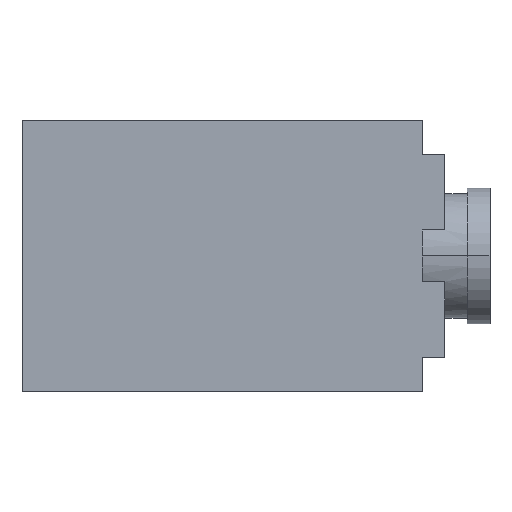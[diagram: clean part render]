
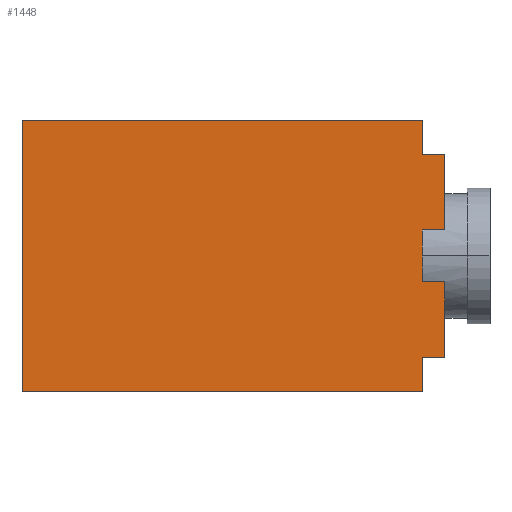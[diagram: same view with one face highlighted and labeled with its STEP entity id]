
A CAD part, top view. The second image highlights one B-rep face of the part: STEP entity #1448.
In plain terms, the highlighted planar face has unit normal (0, 0, 1).
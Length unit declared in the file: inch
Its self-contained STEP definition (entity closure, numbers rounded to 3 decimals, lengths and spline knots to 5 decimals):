
#3 = DIRECTION ( 'NONE',  ( 0., -1., 0. ) ) ;
#69 = CARTESIAN_POINT ( 'NONE',  ( -0.07874, 0.0451, 0.09843 ) ) ;
#112 = VERTEX_POINT ( 'NONE', #1750 ) ;
#128 = CARTESIAN_POINT ( 'NONE',  ( -0.11811, 0.17717, 0.09843 ) ) ;
#156 = VERTEX_POINT ( 'NONE', #2727 ) ;
#163 = CARTESIAN_POINT ( 'NONE',  ( -0.11811, 0.23622, 0.09843 ) ) ;
#178 = DIRECTION ( 'NONE',  ( -1., 0., 0. ) ) ;
#210 = VERTEX_POINT ( 'NONE', #3074 ) ;
#225 = CARTESIAN_POINT ( 'NONE',  ( -0.81496, 0.23622, 0.09843 ) ) ;
#237 = CARTESIAN_POINT ( 'NONE',  ( -0.11811, -0.23622, 0.09843 ) ) ;
#245 = VERTEX_POINT ( 'NONE', #3514 ) ;
#250 = LINE ( 'NONE', #1118, #3632 ) ;
#325 = EDGE_CURVE ( 'NONE', #112, #1413, #3269, .T. ) ;
#348 = CARTESIAN_POINT ( 'NONE',  ( -0.07874, 0.17717, 0.09843 ) ) ;
#467 = EDGE_CURVE ( 'NONE', #1638, #2696, #3621, .T. ) ;
#546 = CARTESIAN_POINT ( 'NONE',  ( -0.11811, 0.23622, 0.09843 ) ) ;
#563 = PLANE ( 'NONE',  #3679 ) ;
#594 = DIRECTION ( 'NONE',  ( 0., -1., 0. ) ) ;
#680 = EDGE_CURVE ( 'NONE', #156, #210, #2734, .T. ) ;
#689 = CARTESIAN_POINT ( 'NONE',  ( -0.81496, 0.23622, 0.09843 ) ) ;
#691 = ORIENTED_EDGE ( 'NONE', *, *, #2437, .T. ) ;
#722 = EDGE_CURVE ( 'NONE', #3159, #1509, #3652, .T. ) ;
#736 = CARTESIAN_POINT ( 'NONE',  ( -0.07874, -0.17717, 0.09843 ) ) ;
#801 = EDGE_LOOP ( 'NONE', ( #3184, #2167, #990, #4023, #2664, #3111, #3381, #1161, #3972, #1841, #691, #3766 ) ) ;
#880 = VECTOR ( 'NONE', #2750, 39.37008 ) ;
#990 = ORIENTED_EDGE ( 'NONE', *, *, #467, .T. ) ;
#1033 = DIRECTION ( 'NONE',  ( 0., -1., 0. ) ) ;
#1105 = EDGE_CURVE ( 'NONE', #245, #210, #2688, .T. ) ;
#1118 = CARTESIAN_POINT ( 'NONE',  ( -0.07874, 0.17717, 0.09843 ) ) ;
#1123 = DIRECTION ( 'NONE',  ( 0., 0., -1. ) ) ;
#1161 = ORIENTED_EDGE ( 'NONE', *, *, #680, .F. ) ;
#1206 = VECTOR ( 'NONE', #2442, 39.37008 ) ;
#1372 = VECTOR ( 'NONE', #1756, 39.37008 ) ;
#1413 = VERTEX_POINT ( 'NONE', #3659 ) ;
#1448 = ADVANCED_FACE ( 'NONE', ( #1743 ), #563, .F. ) ;
#1462 = CARTESIAN_POINT ( 'NONE',  ( -0.11811, 0.23622, 0.09843 ) ) ;
#1478 = VERTEX_POINT ( 'NONE', #69 ) ;
#1509 = VERTEX_POINT ( 'NONE', #128 ) ;
#1534 = VECTOR ( 'NONE', #594, 39.37008 ) ;
#1638 = VERTEX_POINT ( 'NONE', #3655 ) ;
#1683 = CARTESIAN_POINT ( 'NONE',  ( -0.07874, 0.17717, 0.09843 ) ) ;
#1722 = EDGE_CURVE ( 'NONE', #3119, #1478, #250, .T. ) ;
#1743 = FACE_OUTER_BOUND ( 'NONE', #801, .T. ) ;
#1750 = CARTESIAN_POINT ( 'NONE',  ( -0.07874, -0.17717, 0.09843 ) ) ;
#1756 = DIRECTION ( 'NONE',  ( 1., 0., 0. ) ) ;
#1787 = DIRECTION ( 'NONE',  ( 0., -1., 0. ) ) ;
#1841 = ORIENTED_EDGE ( 'NONE', *, *, #1722, .F. ) ;
#1938 = CARTESIAN_POINT ( 'NONE',  ( 0.26686, 0.0451, 0.09843 ) ) ;
#1940 = VECTOR ( 'NONE', #2365, 39.37008 ) ;
#1950 = DIRECTION ( 'NONE',  ( -1., 0., 0. ) ) ;
#2167 = ORIENTED_EDGE ( 'NONE', *, *, #2301, .T. ) ;
#2168 = DIRECTION ( 'NONE',  ( 1., 0., 0. ) ) ;
#2301 = EDGE_CURVE ( 'NONE', #3530, #1638, #3032, .T. ) ;
#2365 = DIRECTION ( 'NONE',  ( 1., 0., 0. ) ) ;
#2384 = DIRECTION ( 'NONE',  ( -1., 0., 0. ) ) ;
#2423 = CARTESIAN_POINT ( 'NONE',  ( -0.07874, 0.17717, 0.09843 ) ) ;
#2437 = EDGE_CURVE ( 'NONE', #3119, #1509, #3012, .T. ) ;
#2442 = DIRECTION ( 'NONE',  ( -1., 0., 0. ) ) ;
#2525 = VECTOR ( 'NONE', #1950, 39.37008 ) ;
#2530 = VECTOR ( 'NONE', #2168, 39.37008 ) ;
#2664 = ORIENTED_EDGE ( 'NONE', *, *, #325, .F. ) ;
#2688 = LINE ( 'NONE', #3934, #1206 ) ;
#2696 = VERTEX_POINT ( 'NONE', #3753 ) ;
#2727 = CARTESIAN_POINT ( 'NONE',  ( -0.11811, 0.0451, 0.09843 ) ) ;
#2734 = LINE ( 'NONE', #3375, #1534 ) ;
#2739 = LINE ( 'NONE', #2802, #3696 ) ;
#2750 = DIRECTION ( 'NONE',  ( 0., -1., 0. ) ) ;
#2802 = CARTESIAN_POINT ( 'NONE',  ( -0.11811, 0.23622, 0.09843 ) ) ;
#2857 = EDGE_CURVE ( 'NONE', #1413, #2696, #2739, .T. ) ;
#2883 = EDGE_CURVE ( 'NONE', #245, #112, #3845, .T. ) ;
#2979 = LINE ( 'NONE', #1462, #1372 ) ;
#3008 = EDGE_CURVE ( 'NONE', #156, #1478, #3146, .T. ) ;
#3012 = LINE ( 'NONE', #2423, #2525 ) ;
#3032 = LINE ( 'NONE', #225, #3634 ) ;
#3054 = DIRECTION ( 'NONE',  ( 0., -1., 0. ) ) ;
#3074 = CARTESIAN_POINT ( 'NONE',  ( -0.11811, -0.0451, 0.09843 ) ) ;
#3111 = ORIENTED_EDGE ( 'NONE', *, *, #2883, .F. ) ;
#3119 = VERTEX_POINT ( 'NONE', #1683 ) ;
#3146 = LINE ( 'NONE', #1938, #2530 ) ;
#3156 = VECTOR ( 'NONE', #178, 39.37008 ) ;
#3159 = VERTEX_POINT ( 'NONE', #163 ) ;
#3184 = ORIENTED_EDGE ( 'NONE', *, *, #3997, .F. ) ;
#3269 = LINE ( 'NONE', #736, #3156 ) ;
#3375 = CARTESIAN_POINT ( 'NONE',  ( -0.11811, 0.23622, 0.09843 ) ) ;
#3381 = ORIENTED_EDGE ( 'NONE', *, *, #1105, .T. ) ;
#3514 = CARTESIAN_POINT ( 'NONE',  ( -0.07874, -0.0451, 0.09843 ) ) ;
#3530 = VERTEX_POINT ( 'NONE', #689 ) ;
#3621 = LINE ( 'NONE', #237, #1940 ) ;
#3632 = VECTOR ( 'NONE', #1787, 39.37008 ) ;
#3634 = VECTOR ( 'NONE', #3054, 39.37008 ) ;
#3652 = LINE ( 'NONE', #3942, #880 ) ;
#3655 = CARTESIAN_POINT ( 'NONE',  ( -0.81496, -0.23622, 0.09843 ) ) ;
#3659 = CARTESIAN_POINT ( 'NONE',  ( -0.11811, -0.17717, 0.09843 ) ) ;
#3679 = AXIS2_PLACEMENT_3D ( 'NONE', #546, #1123, #2384 ) ;
#3696 = VECTOR ( 'NONE', #3, 39.37008 ) ;
#3753 = CARTESIAN_POINT ( 'NONE',  ( -0.11811, -0.23622, 0.09843 ) ) ;
#3766 = ORIENTED_EDGE ( 'NONE', *, *, #722, .F. ) ;
#3845 = LINE ( 'NONE', #348, #3961 ) ;
#3934 = CARTESIAN_POINT ( 'NONE',  ( 0.26686, -0.0451, 0.09843 ) ) ;
#3942 = CARTESIAN_POINT ( 'NONE',  ( -0.11811, 0.23622, 0.09843 ) ) ;
#3961 = VECTOR ( 'NONE', #1033, 39.37008 ) ;
#3972 = ORIENTED_EDGE ( 'NONE', *, *, #3008, .T. ) ;
#3997 = EDGE_CURVE ( 'NONE', #3530, #3159, #2979, .T. ) ;
#4023 = ORIENTED_EDGE ( 'NONE', *, *, #2857, .F. ) ;
